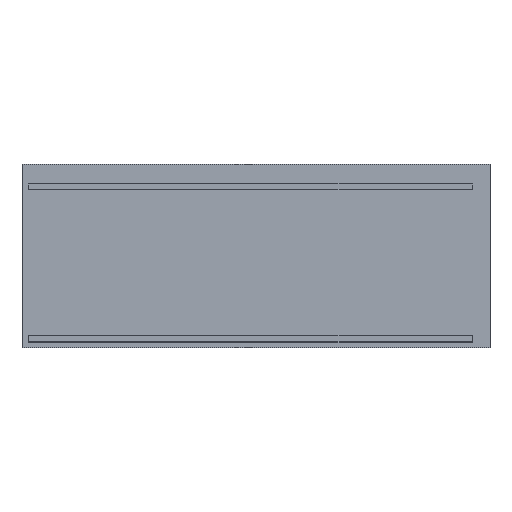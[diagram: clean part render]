
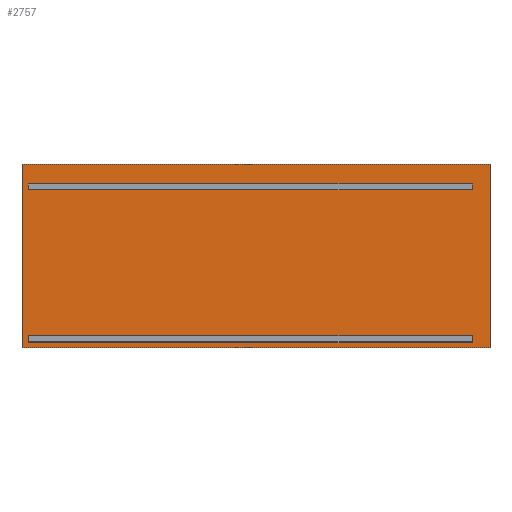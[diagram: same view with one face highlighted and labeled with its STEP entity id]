
A CAD part, top view. The second image highlights one B-rep face of the part: STEP entity #2757.
In plain terms, the highlighted planar face has unit normal (0, 0, 1).
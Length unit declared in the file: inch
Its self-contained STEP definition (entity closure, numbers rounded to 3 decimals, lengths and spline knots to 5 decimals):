
#612=DIRECTION('',(1.,0.,0.));
#613=VECTOR('',#612,7.4);
#614=CARTESIAN_POINT('',(0.,0.,0.13));
#615=LINE('',#614,#613);
#616=DIRECTION('',(0.,-1.,0.));
#617=VECTOR('',#616,2.9);
#618=CARTESIAN_POINT('',(0.,2.9,0.13));
#619=LINE('',#618,#617);
#620=DIRECTION('',(-1.,0.,0.));
#621=VECTOR('',#620,7.4);
#622=CARTESIAN_POINT('',(7.4,2.9,0.13));
#623=LINE('',#622,#621);
#624=DIRECTION('',(0.,1.,0.));
#625=VECTOR('',#624,2.9);
#626=CARTESIAN_POINT('',(7.4,0.,0.13));
#627=LINE('',#626,#625);
#628=DIRECTION('',(0.,-1.,0.));
#629=VECTOR('',#628,0.09818);
#630=CARTESIAN_POINT('',(0.1,0.18818,0.13));
#631=LINE('',#630,#629);
#632=DIRECTION('',(1.,0.,0.));
#633=VECTOR('',#632,7.02);
#634=CARTESIAN_POINT('',(0.1,0.09,0.13));
#635=LINE('',#634,#633);
#636=DIRECTION('',(0.,1.,0.));
#637=VECTOR('',#636,0.09818);
#638=CARTESIAN_POINT('',(7.12,0.09,0.13));
#639=LINE('',#638,#637);
#640=DIRECTION('',(-1.,0.,0.));
#641=VECTOR('',#640,7.02);
#642=CARTESIAN_POINT('',(7.12,0.18818,0.13));
#643=LINE('',#642,#641);
#644=DIRECTION('',(0.,-1.,0.));
#645=VECTOR('',#644,0.09);
#646=CARTESIAN_POINT('',(0.1,2.59,0.13));
#647=LINE('',#646,#645);
#648=DIRECTION('',(1.,0.,0.));
#649=VECTOR('',#648,7.02);
#650=CARTESIAN_POINT('',(0.1,2.5,0.13));
#651=LINE('',#650,#649);
#652=DIRECTION('',(0.,1.,0.));
#653=VECTOR('',#652,0.09);
#654=CARTESIAN_POINT('',(7.12,2.5,0.13));
#655=LINE('',#654,#653);
#656=DIRECTION('',(-1.,0.,0.));
#657=VECTOR('',#656,7.02);
#658=CARTESIAN_POINT('',(7.12,2.59,0.13));
#659=LINE('',#658,#657);
#1930=CARTESIAN_POINT('',(0.,0.,0.13));
#1931=CARTESIAN_POINT('',(7.4,0.,0.13));
#1932=VERTEX_POINT('',#1930);
#1933=VERTEX_POINT('',#1931);
#1934=CARTESIAN_POINT('',(7.4,2.9,0.13));
#1935=VERTEX_POINT('',#1934);
#1936=CARTESIAN_POINT('',(0.,2.9,0.13));
#1937=VERTEX_POINT('',#1936);
#1946=CARTESIAN_POINT('',(0.1,0.18818,0.13));
#1947=CARTESIAN_POINT('',(0.1,0.09,0.13));
#1948=VERTEX_POINT('',#1946);
#1949=VERTEX_POINT('',#1947);
#1950=CARTESIAN_POINT('',(7.12,0.09,0.13));
#1951=VERTEX_POINT('',#1950);
#1952=CARTESIAN_POINT('',(7.12,0.18818,0.13));
#1953=VERTEX_POINT('',#1952);
#1962=CARTESIAN_POINT('',(0.1,2.59,0.13));
#1963=CARTESIAN_POINT('',(0.1,2.5,0.13));
#1964=VERTEX_POINT('',#1962);
#1965=VERTEX_POINT('',#1963);
#1966=CARTESIAN_POINT('',(7.12,2.5,0.13));
#1967=VERTEX_POINT('',#1966);
#1968=CARTESIAN_POINT('',(7.12,2.59,0.13));
#1969=VERTEX_POINT('',#1968);
#2726=CARTESIAN_POINT('',(0.,0.,0.13));
#2727=DIRECTION('',(0.,0.,1.));
#2728=DIRECTION('',(1.,0.,0.));
#2729=AXIS2_PLACEMENT_3D('',#2726,#2727,#2728);
#2730=PLANE('',#2729);
#2731=ORIENTED_EDGE('',*,*,#2678,.F.);
#2732=ORIENTED_EDGE('',*,*,#2693,.F.);
#2733=ORIENTED_EDGE('',*,*,#2707,.F.);
#2734=ORIENTED_EDGE('',*,*,#2720,.F.);
#2735=EDGE_LOOP('',(#2731,#2732,#2733,#2734));
#2736=FACE_OUTER_BOUND('',#2735,.F.);
#2738=ORIENTED_EDGE('',*,*,#2737,.T.);
#2740=ORIENTED_EDGE('',*,*,#2739,.T.);
#2742=ORIENTED_EDGE('',*,*,#2741,.T.);
#2744=ORIENTED_EDGE('',*,*,#2743,.T.);
#2745=EDGE_LOOP('',(#2738,#2740,#2742,#2744));
#2746=FACE_BOUND('',#2745,.F.);
#2748=ORIENTED_EDGE('',*,*,#2747,.T.);
#2750=ORIENTED_EDGE('',*,*,#2749,.T.);
#2752=ORIENTED_EDGE('',*,*,#2751,.T.);
#2754=ORIENTED_EDGE('',*,*,#2753,.T.);
#2755=EDGE_LOOP('',(#2748,#2750,#2752,#2754));
#2756=FACE_BOUND('',#2755,.F.);
#2757=ADVANCED_FACE('',(#2736,#2746,#2756),#2730,.T.);
#2678=EDGE_CURVE('',#1932,#1933,#615,.T.);
#2693=EDGE_CURVE('',#1937,#1932,#619,.T.);
#2707=EDGE_CURVE('',#1935,#1937,#623,.T.);
#2720=EDGE_CURVE('',#1933,#1935,#627,.T.);
#2737=EDGE_CURVE('',#1948,#1949,#631,.T.);
#2739=EDGE_CURVE('',#1949,#1951,#635,.T.);
#2741=EDGE_CURVE('',#1951,#1953,#639,.T.);
#2743=EDGE_CURVE('',#1953,#1948,#643,.T.);
#2747=EDGE_CURVE('',#1964,#1965,#647,.T.);
#2749=EDGE_CURVE('',#1965,#1967,#651,.T.);
#2751=EDGE_CURVE('',#1967,#1969,#655,.T.);
#2753=EDGE_CURVE('',#1969,#1964,#659,.T.);
